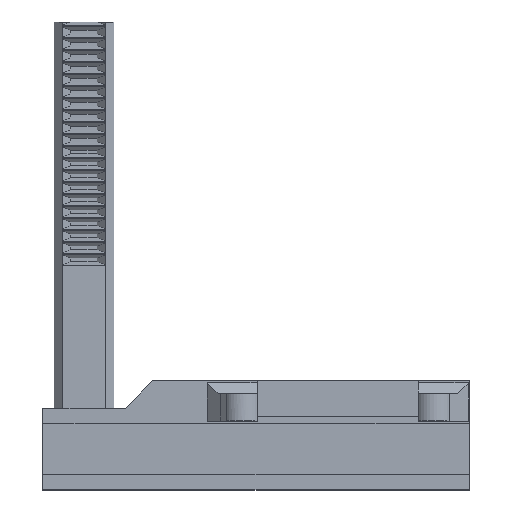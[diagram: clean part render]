
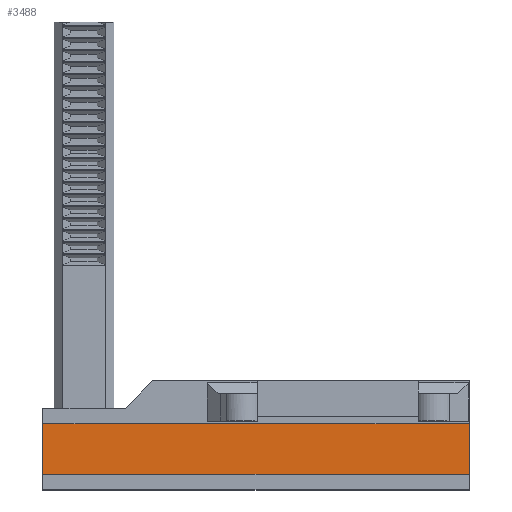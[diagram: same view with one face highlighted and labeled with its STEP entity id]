
A CAD part, top view. The second image highlights one B-rep face of the part: STEP entity #3488.
In plain terms, the highlighted planar face has unit normal (0, 0, 1).
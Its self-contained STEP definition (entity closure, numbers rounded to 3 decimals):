
#202=FACE_OUTER_BOUND('',#398,.T.);
#398=EDGE_LOOP('',(#3014,#3015,#3016,#3017,#3018,#3019));
#757=LINE('',#5284,#1234);
#836=LINE('',#5457,#1313);
#869=LINE('',#5520,#1346);
#871=LINE('',#5524,#1348);
#872=LINE('',#5525,#1349);
#873=LINE('',#5526,#1350);
#1234=VECTOR('',#4338,10.);
#1313=VECTOR('',#4481,10.);
#1346=VECTOR('',#4532,10.);
#1348=VECTOR('',#4536,10.);
#1349=VECTOR('',#4537,10.);
#1350=VECTOR('',#4538,10.);
#1575=VERTEX_POINT('',#5281);
#1576=VERTEX_POINT('',#5283);
#1637=VERTEX_POINT('',#5454);
#1638=VERTEX_POINT('',#5456);
#1659=VERTEX_POINT('',#5519);
#1660=VERTEX_POINT('',#5523);
#2006=EDGE_CURVE('',#1576,#1575,#757,.T.);
#2093=EDGE_CURVE('',#1638,#1637,#836,.T.);
#2126=EDGE_CURVE('',#1659,#1576,#869,.T.);
#2128=EDGE_CURVE('',#1660,#1637,#871,.T.);
#2129=EDGE_CURVE('',#1660,#1659,#872,.T.);
#2130=EDGE_CURVE('',#1575,#1638,#873,.T.);
#3014=ORIENTED_EDGE('',*,*,#2093,.T.);
#3015=ORIENTED_EDGE('',*,*,#2128,.F.);
#3016=ORIENTED_EDGE('',*,*,#2129,.T.);
#3017=ORIENTED_EDGE('',*,*,#2126,.T.);
#3018=ORIENTED_EDGE('',*,*,#2006,.T.);
#3019=ORIENTED_EDGE('',*,*,#2130,.T.);
#3297=PLANE('',#3703);
#3488=ADVANCED_FACE('',(#202),#3297,.F.);
#3703=AXIS2_PLACEMENT_3D('',#5522,#4534,#4535);
#4338=DIRECTION('',(0.,-1.,0.));
#4481=DIRECTION('',(0.,1.,0.));
#4532=DIRECTION('',(-1.,0.,0.));
#4534=DIRECTION('center_axis',(0.,0.,
-1.));
#4535=DIRECTION('ref_axis',(0.,1.,0.));
#4536=DIRECTION('',(1.,0.,0.));
#4537=DIRECTION('',(0.,-1.,0.));
#4538=DIRECTION('',(1.,0.,0.));
#5281=CARTESIAN_POINT('',(50.895,51.25,1.205));
#5283=CARTESIAN_POINT('',(50.895,62.631,1.205));
#5284=CARTESIAN_POINT('',(50.895,55.597,1.205));
#5454=CARTESIAN_POINT('',(129.195,62.631,1.205));
#5456=CARTESIAN_POINT('',(129.195,51.25,1.205));
#5457=CARTESIAN_POINT('',(129.195,47.845,1.205));
#5519=CARTESIAN_POINT('',(94.245,62.631,1.205));
#5520=CARTESIAN_POINT('',(46.103,62.631,1.205));
#5522=CARTESIAN_POINT('Origin',(45.895,51.25,1.205));
#5523=CARTESIAN_POINT('',(94.245,62.631,1.205));
#5524=CARTESIAN_POINT('',(41.845,62.631,1.205));
#5525=CARTESIAN_POINT('',(94.245,52.02,1.205));
#5526=CARTESIAN_POINT('',(41.845,51.25,1.205));
